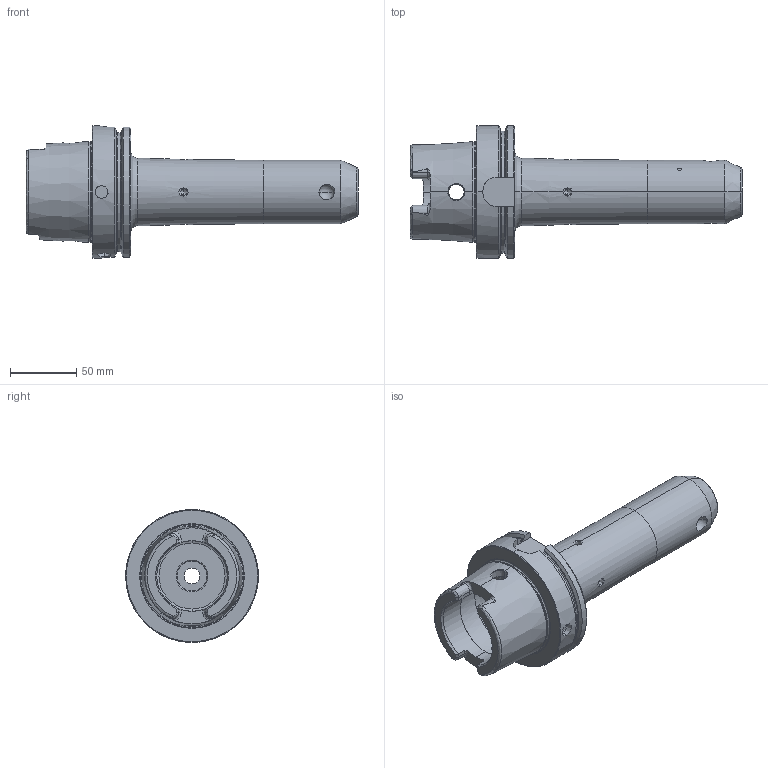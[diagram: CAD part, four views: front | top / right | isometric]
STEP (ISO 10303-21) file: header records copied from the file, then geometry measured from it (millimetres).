
FILE_DESCRIPTION (( 'STEP AP214' ), '1' );
FILE_NAME ('HA0-W16.K21.200.STEP', '2014-10-02T11:18:10', ( 'baer' ), ( 'Hewlett-Packard Company' ), 'SwSTEP 2.0', 'SolidWorks 2012', '' );
FILE_SCHEMA (( 'AUTOMOTIVE_DESIGN' ));
Length unit declared in the file: millimetre
Products named in the file (1): HA0-W16.K21.200
Bounding box: 249.9 x 100 x 100 mm (x, y, z)
Volume: 538778.7 mm3; surface area: 83506.8 mm2
Topology: 1 solids, 1 shells, 230 faces, 582 edges, 353 vertices
Faces by surface type: cylinder 79, cone 54, plane 45, torus 44, bspline 6, sphere 2
Entity records: 10476 total; most frequent: CARTESIAN_POINT 3825, ORIENTED_EDGE 1136, DIRECTION 1070, EDGE_CURVE 568, AXIS2_PLACEMENT_3D 445, VERTEX_POINT 353, EDGE_LOOP 255, ADVANCED_FACE 230
